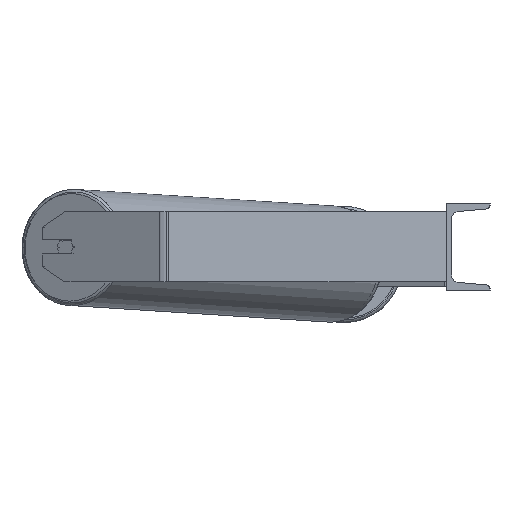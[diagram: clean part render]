
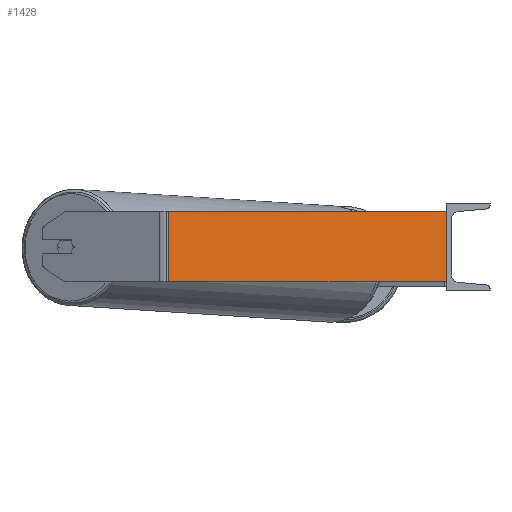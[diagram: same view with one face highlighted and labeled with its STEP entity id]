
A CAD part, left-side view. The second image highlights one B-rep face of the part: STEP entity #1428.
In plain terms, the highlighted planar face has unit normal (-0.985, -0.174, 0).
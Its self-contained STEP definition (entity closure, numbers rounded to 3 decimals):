
#251 = EDGE_LOOP ( 'NONE', ( #8999, #8821, #6066, #2238 ) ) ;
#273 = DIRECTION ( 'NONE',  ( 0.174, -0.985, 0. ) ) ;
#529 = FACE_OUTER_BOUND ( 'NONE', #251, .T. ) ;
#550 = CARTESIAN_POINT ( 'NONE',  ( -885., 0., -40. ) ) ;
#1034 = EDGE_CURVE ( 'NONE', #7915, #7338, #8988, .T. ) ;
#1166 = VECTOR ( 'NONE', #7426, 1000. ) ;
#1428 = ADVANCED_FACE ( 'NONE', ( #529 ), #7544, .F. ) ;
#1644 = DIRECTION ( 'NONE',  ( 0., 0., -1. ) ) ;
#1667 = CARTESIAN_POINT ( 'NONE',  ( -941.919, 322.804, 40. ) ) ;
#1708 = LINE ( 'NONE', #4557, #1166 ) ;
#1895 = EDGE_CURVE ( 'NONE', #8248, #7915, #3706, .T. ) ;
#2238 = ORIENTED_EDGE ( 'NONE', *, *, #1895, .T. ) ;
#3397 = VERTEX_POINT ( 'NONE', #8935 ) ;
#3706 = LINE ( 'NONE', #5156, #4777 ) ;
#3987 = DIRECTION ( 'NONE',  ( 0.985, 0.174, 0. ) ) ;
#4557 = CARTESIAN_POINT ( 'NONE',  ( -885., 0., 40. ) ) ;
#4643 = AXIS2_PLACEMENT_3D ( 'NONE', #8196, #3987, #5340 ) ;
#4777 = VECTOR ( 'NONE', #1644, 1000. ) ;
#5156 = CARTESIAN_POINT ( 'NONE',  ( -940.908, 317.069, 40. ) ) ;
#5220 = VECTOR ( 'NONE', #7467, 1000. ) ;
#5340 = DIRECTION ( 'NONE',  ( -0.174, 0.985, 0. ) ) ;
#5621 = VECTOR ( 'NONE', #273, 1000. ) ;
#6066 = ORIENTED_EDGE ( 'NONE', *, *, #8785, .F. ) ;
#6449 = EDGE_CURVE ( 'NONE', #3397, #7338, #1708, .T. ) ;
#7338 = VERTEX_POINT ( 'NONE', #550 ) ;
#7426 = DIRECTION ( 'NONE',  ( 0., 0., -1. ) ) ;
#7447 = CARTESIAN_POINT ( 'NONE',  ( -940.908, 317.069, -40. ) ) ;
#7467 = DIRECTION ( 'NONE',  ( 0.174, -0.985, 0. ) ) ;
#7544 = PLANE ( 'NONE',  #4643 ) ;
#7556 = CARTESIAN_POINT ( 'NONE',  ( -941.919, 322.804, -40. ) ) ;
#7915 = VERTEX_POINT ( 'NONE', #7447 ) ;
#7949 = CARTESIAN_POINT ( 'NONE',  ( -940.908, 317.069, 40. ) ) ;
#8196 = CARTESIAN_POINT ( 'NONE',  ( -941.919, 322.804, 40. ) ) ;
#8248 = VERTEX_POINT ( 'NONE', #7949 ) ;
#8785 = EDGE_CURVE ( 'NONE', #8248, #3397, #8822, .T. ) ;
#8821 = ORIENTED_EDGE ( 'NONE', *, *, #6449, .F. ) ;
#8822 = LINE ( 'NONE', #1667, #5621 ) ;
#8935 = CARTESIAN_POINT ( 'NONE',  ( -885., 0., 40. ) ) ;
#8988 = LINE ( 'NONE', #7556, #5220 ) ;
#8999 = ORIENTED_EDGE ( 'NONE', *, *, #1034, .T. ) ;
